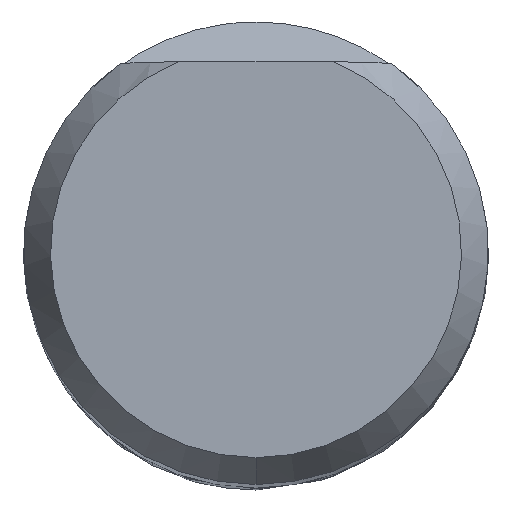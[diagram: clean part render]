
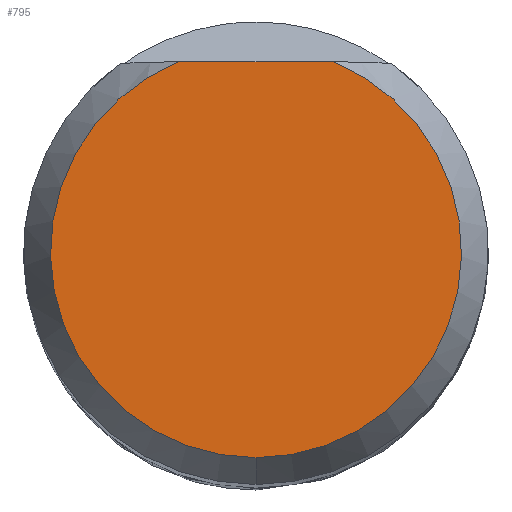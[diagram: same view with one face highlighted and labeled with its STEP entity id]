
A CAD part, top view. The second image highlights one B-rep face of the part: STEP entity #795.
In plain terms, the highlighted planar face has unit normal (0, 0, 1).
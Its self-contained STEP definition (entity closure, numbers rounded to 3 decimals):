
#551=EDGE_CURVE('',#583,#553,#1138,.T.);
#553=VERTEX_POINT('',#1140);
#583=VERTEX_POINT('',#1176);
#589=EDGE_CURVE('',#583,#733,#1182,.T.);
#625=EDGE_CURVE('',#553,#733,#1223,.T.);
#733=VERTEX_POINT('',#1342);
#795=ADVANCED_FACE('',(#1410),#1411,.T.);
#1138=CIRCLE('',#4744,4.423);
#1140=CARTESIAN_POINT('',(0.,-4.423,0.0));
#1176=CARTESIAN_POINT('',(1.662,4.098,0.0));
#1182=LINE('',#5520,#5521);
#1223=CIRCLE('',#5670,4.423);
#1342=CARTESIAN_POINT('',(-1.662,4.098,0.0));
#1410=FACE_OUTER_BOUND('',#7610,.T.);
#1411=PLANE('',#7611);
#4744=AXIS2_PLACEMENT_3D('',#9277,#9278,#9279);
#5520=CARTESIAN_POINT('',(-2.5,4.098,0.));
#5521=VECTOR('',#9323,1.0);
#5670=AXIS2_PLACEMENT_3D('',#9377,#9378,#9379);
#7610=EDGE_LOOP('',(#9568,#9569,#9570));
#7611=AXIS2_PLACEMENT_3D('',#9571,#9572,#9573);
#9277=CARTESIAN_POINT('',(0.0,0.0,0.0));
#9278=DIRECTION('',(0.0,0.0,-1.0));
#9279=DIRECTION('',(0.0,1.0,0.0));
#9323=DIRECTION('',(-1.0,0.0,0.0));
#9377=CARTESIAN_POINT('',(0.0,0.0,0.0));
#9378=DIRECTION('',(0.0,0.0,-1.0));
#9379=DIRECTION('',(0.0,1.0,0.0));
#9568=ORIENTED_EDGE('',*,*,#589,.T.);
#9569=ORIENTED_EDGE('',*,*,#625,.F.);
#9570=ORIENTED_EDGE('',*,*,#551,.F.);
#9571=CARTESIAN_POINT('',(0.0,2.211,0.0));
#9572=DIRECTION('',(-0.0,0.0,1.0));
#9573=DIRECTION('',(0.0,-1.0,0.0));
